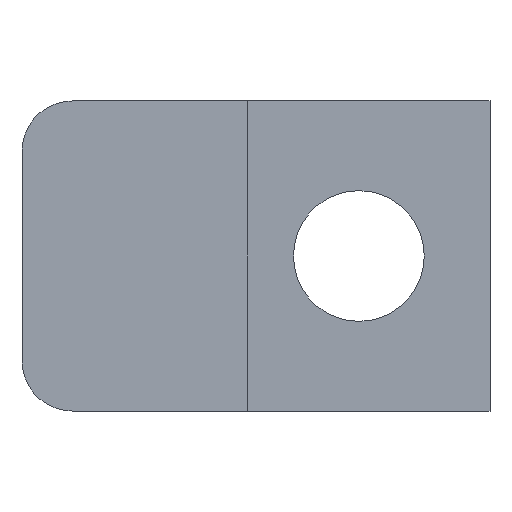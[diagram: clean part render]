
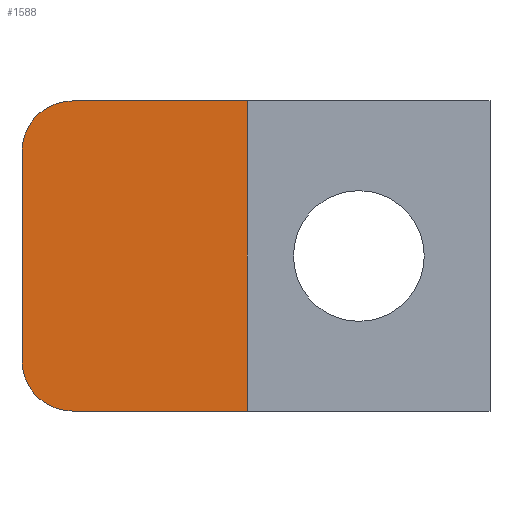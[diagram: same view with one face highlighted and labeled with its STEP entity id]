
A CAD part, front view. The second image highlights one B-rep face of the part: STEP entity #1588.
In plain terms, the highlighted planar face has unit normal (0, -1, 0).
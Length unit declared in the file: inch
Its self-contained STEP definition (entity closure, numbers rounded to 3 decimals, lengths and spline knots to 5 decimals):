
#6 = DIRECTION ( 'NONE',  ( 0., -1., 0. ) ) ;
#80 = DIRECTION ( 'NONE',  ( 1., 0., 0. ) ) ;
#83 = CARTESIAN_POINT ( 'NONE',  ( 0.269, 0., 0. ) ) ;
#217 = EDGE_CURVE ( 'NONE', #381, #2355, #4316, .T. ) ;
#244 = ORIENTED_EDGE ( 'NONE', *, *, #1054, .F. ) ;
#381 = VERTEX_POINT ( 'NONE', #3940 ) ;
#553 = DIRECTION ( 'NONE',  ( 0., 0., -1. ) ) ;
#693 = EDGE_CURVE ( 'NONE', #1004, #2213, #4278, .T. ) ;
#929 = CARTESIAN_POINT ( 'NONE',  ( 0.06, 0., 0. ) ) ;
#938 = ORIENTED_EDGE ( 'NONE', *, *, #4016, .F. ) ;
#964 = DIRECTION ( 'NONE',  ( 0., 0., 1. ) ) ;
#994 = ORIENTED_EDGE ( 'NONE', *, *, #693, .T. ) ;
#1004 = VERTEX_POINT ( 'NONE', #929 ) ;
#1054 = EDGE_CURVE ( 'NONE', #2731, #2213, #2840, .T. ) ;
#1129 = FACE_OUTER_BOUND ( 'NONE', #1414, .T. ) ;
#1231 = DIRECTION ( 'NONE',  ( 0., 0., 1. ) ) ;
#1279 = CARTESIAN_POINT ( 'NONE',  ( 0., 0., 0. ) ) ;
#1293 = VERTEX_POINT ( 'NONE', #2796 ) ;
#1372 = VECTOR ( 'NONE', #2225, 39.37008 ) ;
#1414 = EDGE_LOOP ( 'NONE', ( #938, #1736, #2916, #2535, #994, #244 ) ) ;
#1479 = CIRCLE ( 'NONE', #3305, 0.06 ) ;
#1588 = ADVANCED_FACE ( 'NONE', ( #1129 ), #1866, .F. ) ;
#1677 = VECTOR ( 'NONE', #553, 39.37008 ) ;
#1704 = CARTESIAN_POINT ( 'NONE',  ( 0.269, 0., 0.37 ) ) ;
#1736 = ORIENTED_EDGE ( 'NONE', *, *, #217, .T. ) ;
#1827 = DIRECTION ( 'NONE',  ( 0., 0., 1. ) ) ;
#1866 = PLANE ( 'NONE',  #2921 ) ;
#1876 = LINE ( 'NONE', #2562, #1677 ) ;
#1996 = CARTESIAN_POINT ( 'NONE',  ( 0.06, 0., 0.06 ) ) ;
#2039 = LINE ( 'NONE', #3750, #3161 ) ;
#2213 = VERTEX_POINT ( 'NONE', #83 ) ;
#2225 = DIRECTION ( 'NONE',  ( 0., 0., -1. ) ) ;
#2355 = VERTEX_POINT ( 'NONE', #3438 ) ;
#2535 = ORIENTED_EDGE ( 'NONE', *, *, #3974, .T. ) ;
#2562 = CARTESIAN_POINT ( 'NONE',  ( 0., 0., 0.37 ) ) ;
#2678 = EDGE_CURVE ( 'NONE', #2355, #1293, #1876, .T. ) ;
#2731 = VERTEX_POINT ( 'NONE', #1704 ) ;
#2796 = CARTESIAN_POINT ( 'NONE',  ( 0., 0., 0.06 ) ) ;
#2840 = LINE ( 'NONE', #4184, #1372 ) ;
#2848 = DIRECTION ( 'NONE',  ( 0., 1., 0. ) ) ;
#2916 = ORIENTED_EDGE ( 'NONE', *, *, #2678, .T. ) ;
#2921 = AXIS2_PLACEMENT_3D ( 'NONE', #4214, #2848, #1827 ) ;
#3161 = VECTOR ( 'NONE', #80, 39.37008 ) ;
#3264 = AXIS2_PLACEMENT_3D ( 'NONE', #3961, #6, #964 ) ;
#3305 = AXIS2_PLACEMENT_3D ( 'NONE', #1996, #4233, #1231 ) ;
#3438 = CARTESIAN_POINT ( 'NONE',  ( 0., 0., 0.31 ) ) ;
#3750 = CARTESIAN_POINT ( 'NONE',  ( 0., 0., 0.37 ) ) ;
#3940 = CARTESIAN_POINT ( 'NONE',  ( 0.06, 0., 0.37 ) ) ;
#3961 = CARTESIAN_POINT ( 'NONE',  ( 0.06, 0., 0.31 ) ) ;
#3974 = EDGE_CURVE ( 'NONE', #1293, #1004, #1479, .T. ) ;
#4016 = EDGE_CURVE ( 'NONE', #381, #2731, #2039, .T. ) ;
#4184 = CARTESIAN_POINT ( 'NONE',  ( 0.269, 0., 0.37 ) ) ;
#4214 = CARTESIAN_POINT ( 'NONE',  ( 0., 0., 0.37 ) ) ;
#4233 = DIRECTION ( 'NONE',  ( 0., -1., 0. ) ) ;
#4256 = DIRECTION ( 'NONE',  ( 1., 0., 0. ) ) ;
#4278 = LINE ( 'NONE', #1279, #4291 ) ;
#4291 = VECTOR ( 'NONE', #4256, 39.37008 ) ;
#4316 = CIRCLE ( 'NONE', #3264, 0.06 ) ;
